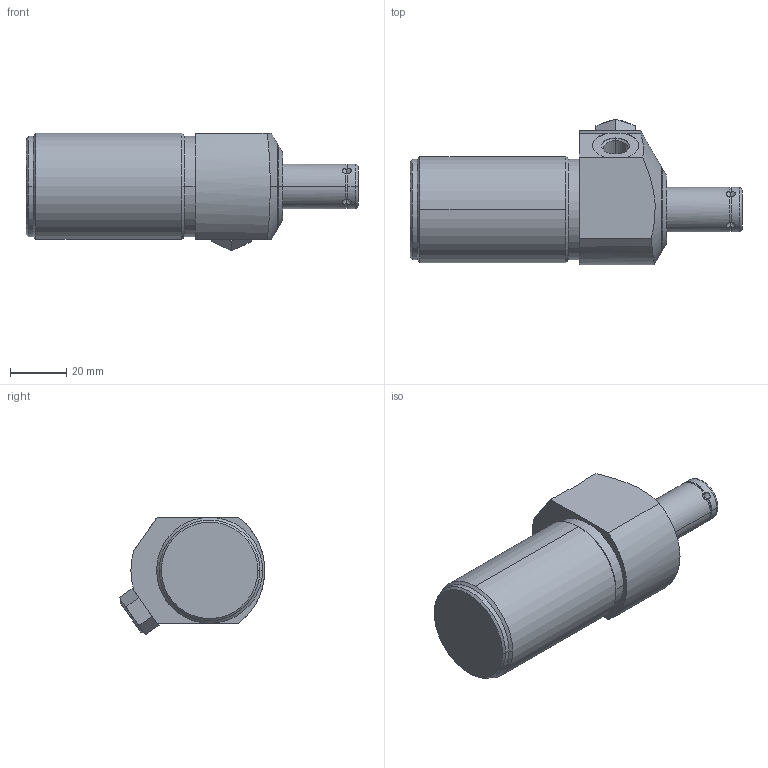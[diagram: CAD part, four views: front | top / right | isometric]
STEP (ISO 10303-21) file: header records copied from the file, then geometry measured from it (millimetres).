
FILE_DESCRIPTION((''),'2;1');
FILE_NAME('ILCM42501131','2018-10-08T',('ngp'),(''),'PRO/ENGINEER BY PARAMETRIC TECHNOLOGY CORPORATION, 2013320','PRO/ENGINEER BY PARAMETRIC TECHNOLOGY CORPORATION, 2013320','');
FILE_SCHEMA(('AUTOMOTIVE_DESIGN { 1 0 10303 214 1 1 1 1 }'));
Length unit declared in the file: millimetre
Products named in the file (1): ILCM42501131
Bounding box: 118.1 x 51.77 x 41.86 mm (x, y, z)
Volume: 114738.9 mm3; surface area: 17464.6 mm2
Topology: 1 solids, 3 shells, 107 faces, 276 edges, 169 vertices
Faces by surface type: plane 41, cylinder 38, cone 24, torus 4
Entity records: 4399 total; most frequent: CARTESIAN_POINT 884, ORIENTED_EDGE 528, DIRECTION 522, PRESENTATION_STYLE_ASSIGNMENT 279, STYLED_ITEM 268, CURVE_STYLE 266, EDGE_CURVE 266, AXIS2_PLACEMENT_3D 210
